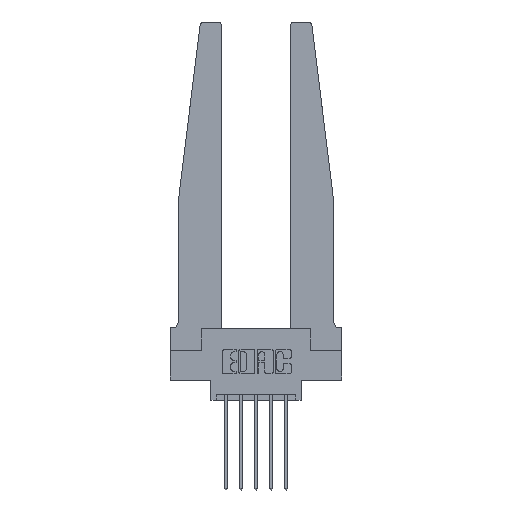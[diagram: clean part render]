
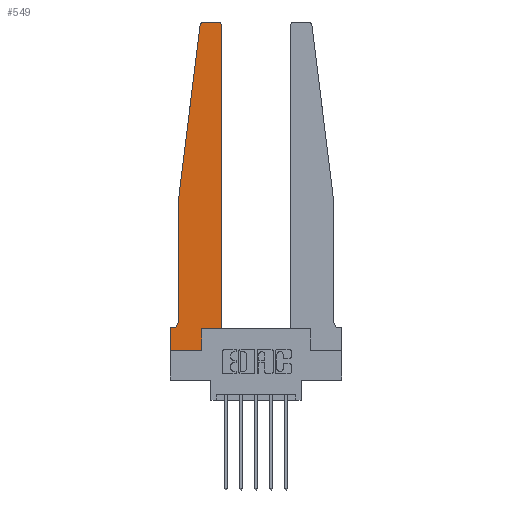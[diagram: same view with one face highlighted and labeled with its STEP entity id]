
A CAD part, top view. The second image highlights one B-rep face of the part: STEP entity #549.
In plain terms, the highlighted planar face has unit normal (0, 0, 1).
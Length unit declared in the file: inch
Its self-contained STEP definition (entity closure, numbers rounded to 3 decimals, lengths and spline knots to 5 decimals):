
#52 = VECTOR ( 'NONE', #1543, 39.37008 ) ;
#102 = DIRECTION ( 'NONE',  ( 0., 0., 1. ) ) ;
#243 = CARTESIAN_POINT ( 'NONE',  ( 0., 0.1875, 0.37 ) ) ;
#281 = CARTESIAN_POINT ( 'NONE',  ( 0.2605, 0.18, 0.37 ) ) ;
#549 = ADVANCED_FACE ( 'NONE', ( #1346 ), #5571, .T. ) ;
#586 = EDGE_CURVE ( 'NONE', #4200, #8775, #1028, .T. ) ;
#635 = LINE ( 'NONE', #3568, #11176 ) ;
#706 = ORIENTED_EDGE ( 'NONE', *, *, #586, .T. ) ;
#772 = EDGE_CURVE ( 'NONE', #3676, #3229, #9973, .T. ) ;
#901 = ORIENTED_EDGE ( 'NONE', *, *, #8907, .T. ) ;
#1028 = LINE ( 'NONE', #5262, #6505 ) ;
#1346 = FACE_OUTER_BOUND ( 'NONE', #6764, .T. ) ;
#1359 = DIRECTION ( 'NONE',  ( 0., 0., 1. ) ) ;
#1360 = CARTESIAN_POINT ( 'NONE',  ( 0.425, 0.18, 0.37 ) ) ;
#1543 = DIRECTION ( 'NONE',  ( -1., 0., 0. ) ) ;
#1617 = VERTEX_POINT ( 'NONE', #8505 ) ;
#1943 = DIRECTION ( 'NONE',  ( 1., 0., 0. ) ) ;
#1947 = EDGE_CURVE ( 'NONE', #3229, #5476, #9330, .T. ) ;
#2407 = CARTESIAN_POINT ( 'NONE',  ( 0.015, 0.1875, 0.37 ) ) ;
#2408 = DIRECTION ( 'NONE',  ( 0., 1., 0. ) ) ;
#2432 = ORIENTED_EDGE ( 'NONE', *, *, #9205, .T. ) ;
#3013 = CARTESIAN_POINT ( 'NONE',  ( 0.065, 0.2375, 0.37 ) ) ;
#3035 = ORIENTED_EDGE ( 'NONE', *, *, #4924, .T. ) ;
#3129 = LINE ( 'NONE', #1360, #8226 ) ;
#3229 = VERTEX_POINT ( 'NONE', #12408 ) ;
#3260 = ORIENTED_EDGE ( 'NONE', *, *, #11734, .T. ) ;
#3278 = VECTOR ( 'NONE', #12984, 39.37008 ) ;
#3417 = CARTESIAN_POINT ( 'NONE',  ( 0., 0., 0.37 ) ) ;
#3568 = CARTESIAN_POINT ( 'NONE',  ( 0.25, 2.75, 0.37 ) ) ;
#3614 = VECTOR ( 'NONE', #1943, 39.37008 ) ;
#3676 = VERTEX_POINT ( 'NONE', #6271 ) ;
#3686 = CARTESIAN_POINT ( 'NONE',  ( 0.065, 1.25, 0.37 ) ) ;
#3758 = CARTESIAN_POINT ( 'NONE',  ( 0.27653, 2.72, 0.37 ) ) ;
#3975 = VERTEX_POINT ( 'NONE', #12889 ) ;
#4200 = VERTEX_POINT ( 'NONE', #10395 ) ;
#4453 = DIRECTION ( 'NONE',  ( 0., -1., 0. ) ) ;
#4599 = DIRECTION ( 'NONE',  ( -1., 0., 0. ) ) ;
#4778 = DIRECTION ( 'NONE',  ( 1., 0., 0. ) ) ;
#4924 = EDGE_CURVE ( 'NONE', #11472, #3676, #7316, .T. ) ;
#4969 = ORIENTED_EDGE ( 'NONE', *, *, #11237, .T. ) ;
#5244 = CARTESIAN_POINT ( 'NONE',  ( 0.425, 0.18, 0.37 ) ) ;
#5262 = CARTESIAN_POINT ( 'NONE',  ( 0.065, 1.25, 0.37 ) ) ;
#5381 = DIRECTION ( 'NONE',  ( 0., 0., -1. ) ) ;
#5476 = VERTEX_POINT ( 'NONE', #281 ) ;
#5571 = PLANE ( 'NONE',  #13102 ) ;
#5858 = VECTOR ( 'NONE', #7614, 39.37008 ) ;
#5890 = ORIENTED_EDGE ( 'NONE', *, *, #8142, .T. ) ;
#5966 = ORIENTED_EDGE ( 'NONE', *, *, #772, .T. ) ;
#6057 = CARTESIAN_POINT ( 'NONE',  ( 0.425, 0.18, 0.37 ) ) ;
#6093 = DIRECTION ( 'NONE',  ( 1., 0., 0. ) ) ;
#6271 = CARTESIAN_POINT ( 'NONE',  ( 0., 0., 0.37 ) ) ;
#6419 = AXIS2_PLACEMENT_3D ( 'NONE', #3758, #10838, #4778 ) ;
#6505 = VECTOR ( 'NONE', #11451, 39.37008 ) ;
#6764 = EDGE_LOOP ( 'NONE', ( #4969, #5890, #706, #9873, #3260, #10828, #3035, #5966, #11992, #901, #2432, #8546 ) ) ;
#7301 = VECTOR ( 'NONE', #7801, 39.37008 ) ;
#7316 = LINE ( 'NONE', #3417, #9668 ) ;
#7515 = CARTESIAN_POINT ( 'NONE',  ( 0.395, 2.72, 0.37 ) ) ;
#7614 = DIRECTION ( 'NONE',  ( 0., -1., 0. ) ) ;
#7635 = CARTESIAN_POINT ( 'NONE',  ( 0., 0., 0.37 ) ) ;
#7801 = DIRECTION ( 'NONE',  ( 1., 0., 0. ) ) ;
#8013 = CARTESIAN_POINT ( 'NONE',  ( 0., 0.1875, 0.37 ) ) ;
#8081 = VERTEX_POINT ( 'NONE', #12704 ) ;
#8142 = EDGE_CURVE ( 'NONE', #1617, #4200, #12501, .T. ) ;
#8226 = VECTOR ( 'NONE', #2408, 39.37008 ) ;
#8505 = CARTESIAN_POINT ( 'NONE',  ( 0.27653, 2.75, 0.37 ) ) ;
#8543 = DIRECTION ( 'NONE',  ( 1., 0., 0. ) ) ;
#8546 = ORIENTED_EDGE ( 'NONE', *, *, #9942, .T. ) ;
#8571 = LINE ( 'NONE', #10650, #5858 ) ;
#8684 = EDGE_CURVE ( 'NONE', #8775, #8909, #8571, .T. ) ;
#8701 = CIRCLE ( 'NONE', #10824, 0.03 ) ;
#8748 = EDGE_CURVE ( 'NONE', #9957, #11472, #8883, .T. ) ;
#8775 = VERTEX_POINT ( 'NONE', #3686 ) ;
#8883 = LINE ( 'NONE', #10740, #52 ) ;
#8907 = EDGE_CURVE ( 'NONE', #5476, #11664, #9350, .T. ) ;
#8909 = VERTEX_POINT ( 'NONE', #3013 ) ;
#9024 = CARTESIAN_POINT ( 'NONE',  ( 0.2605, 0.18, 0.37 ) ) ;
#9205 = EDGE_CURVE ( 'NONE', #11664, #3975, #3129, .T. ) ;
#9330 = LINE ( 'NONE', #9024, #3278 ) ;
#9350 = LINE ( 'NONE', #6057, #3614 ) ;
#9668 = VECTOR ( 'NONE', #4453, 39.37008 ) ;
#9873 = ORIENTED_EDGE ( 'NONE', *, *, #8684, .T. ) ;
#9942 = EDGE_CURVE ( 'NONE', #3975, #8081, #8701, .T. ) ;
#9957 = VERTEX_POINT ( 'NONE', #2407 ) ;
#9973 = LINE ( 'NONE', #7635, #7301 ) ;
#10395 = CARTESIAN_POINT ( 'NONE',  ( 0.24675, 2.72367, 0.37 ) ) ;
#10650 = CARTESIAN_POINT ( 'NONE',  ( 0.065, 1.25, 0.37 ) ) ;
#10740 = CARTESIAN_POINT ( 'NONE',  ( 0.065, 0.1875, 0.37 ) ) ;
#10824 = AXIS2_PLACEMENT_3D ( 'NONE', #7515, #1359, #8543 ) ;
#10828 = ORIENTED_EDGE ( 'NONE', *, *, #8748, .T. ) ;
#10838 = DIRECTION ( 'NONE',  ( 0., 0., 1. ) ) ;
#11176 = VECTOR ( 'NONE', #4599, 39.37008 ) ;
#11237 = EDGE_CURVE ( 'NONE', #8081, #1617, #635, .T. ) ;
#11361 = AXIS2_PLACEMENT_3D ( 'NONE', #11461, #5381, #12451 ) ;
#11451 = DIRECTION ( 'NONE',  ( -0.122, -0.992, 0. ) ) ;
#11461 = CARTESIAN_POINT ( 'NONE',  ( 0.015, 0.2375, 0.37 ) ) ;
#11472 = VERTEX_POINT ( 'NONE', #8013 ) ;
#11493 = CIRCLE ( 'NONE', #11361, 0.05 ) ;
#11664 = VERTEX_POINT ( 'NONE', #5244 ) ;
#11734 = EDGE_CURVE ( 'NONE', #8909, #9957, #11493, .T. ) ;
#11992 = ORIENTED_EDGE ( 'NONE', *, *, #1947, .T. ) ;
#12408 = CARTESIAN_POINT ( 'NONE',  ( 0.2605, 0., 0.37 ) ) ;
#12451 = DIRECTION ( 'NONE',  ( -1., 0., 0. ) ) ;
#12501 = CIRCLE ( 'NONE', #6419, 0.03 ) ;
#12704 = CARTESIAN_POINT ( 'NONE',  ( 0.395, 2.75, 0.37 ) ) ;
#12889 = CARTESIAN_POINT ( 'NONE',  ( 0.425, 2.72, 0.37 ) ) ;
#12984 = DIRECTION ( 'NONE',  ( 0., 1., 0. ) ) ;
#13102 = AXIS2_PLACEMENT_3D ( 'NONE', #243, #102, #6093 ) ;
